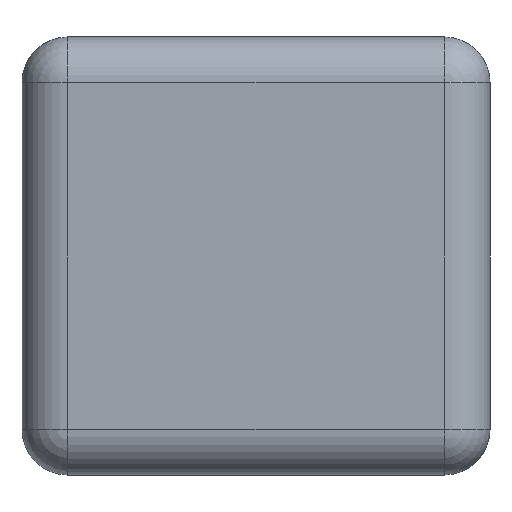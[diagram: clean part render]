
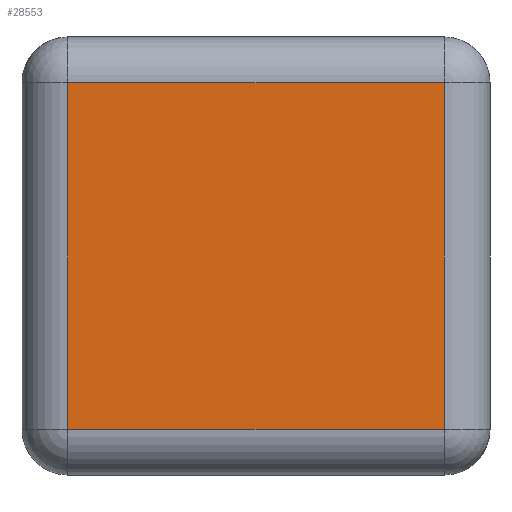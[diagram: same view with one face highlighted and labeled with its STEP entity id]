
A CAD part, front view. The second image highlights one B-rep face of the part: STEP entity #28553.
In plain terms, the highlighted planar face has unit normal (0, -1, 0).
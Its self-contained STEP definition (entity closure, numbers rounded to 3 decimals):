
#916 = VERTEX_POINT ( 'NONE', #49869 ) ;
#1083 = LINE ( 'NONE', #55344, #44795 ) ;
#3590 = VERTEX_POINT ( 'NONE', #14991 ) ;
#4147 = VECTOR ( 'NONE', #62490, 1000. ) ;
#4944 = ORIENTED_EDGE ( 'NONE', *, *, #22826, .T. ) ;
#5815 = AXIS2_PLACEMENT_3D ( 'NONE', #32652, #58568, #69587 ) ;
#11376 = DIRECTION ( 'NONE',  ( -1., 0., 0. ) ) ;
#14991 = CARTESIAN_POINT ( 'NONE',  ( 329.865, -373.765, -303.614 ) ) ;
#16703 = ORIENTED_EDGE ( 'NONE', *, *, #27646, .T. ) ;
#22826 = EDGE_CURVE ( 'NONE', #58476, #916, #1083, .T. ) ;
#26982 = PLANE ( 'NONE',  #5815 ) ;
#27646 = EDGE_CURVE ( 'NONE', #41772, #3590, #53926, .T. ) ;
#28553 = ADVANCED_FACE ( 'NONE', ( #31970 ), #26982, .F. ) ;
#28632 = EDGE_CURVE ( 'NONE', #916, #41772, #64962, .T. ) ;
#31970 = FACE_OUTER_BOUND ( 'NONE', #47945, .T. ) ;
#32652 = CARTESIAN_POINT ( 'NONE',  ( -369.865, -373.765, 343.614 ) ) ;
#37261 = CARTESIAN_POINT ( 'NONE',  ( -329.865, -373.765, -383.614 ) ) ;
#37610 = DIRECTION ( 'NONE',  ( 1., 0., 0. ) ) ;
#40801 = CARTESIAN_POINT ( 'NONE',  ( 329.865, -373.765, 383.614 ) ) ;
#41342 = EDGE_CURVE ( 'NONE', #3590, #58476, #67805, .T. ) ;
#41772 = VERTEX_POINT ( 'NONE', #68766 ) ;
#42243 = DIRECTION ( 'NONE',  ( 0., 0., -1. ) ) ;
#44795 = VECTOR ( 'NONE', #11376, 1000. ) ;
#47945 = EDGE_LOOP ( 'NONE', ( #62449, #16703, #59366, #4944 ) ) ;
#49869 = CARTESIAN_POINT ( 'NONE',  ( -329.865, -373.765, 303.614 ) ) ;
#53926 = LINE ( 'NONE', #63913, #56752 ) ;
#54565 = VECTOR ( 'NONE', #42243, 1000. ) ;
#55344 = CARTESIAN_POINT ( 'NONE',  ( -409.865, -373.765, 303.614 ) ) ;
#55642 = CARTESIAN_POINT ( 'NONE',  ( 329.865, -373.765, 303.614 ) ) ;
#56752 = VECTOR ( 'NONE', #37610, 1000. ) ;
#58476 = VERTEX_POINT ( 'NONE', #55642 ) ;
#58568 = DIRECTION ( 'NONE',  ( 0., 1., 0. ) ) ;
#59366 = ORIENTED_EDGE ( 'NONE', *, *, #41342, .T. ) ;
#62449 = ORIENTED_EDGE ( 'NONE', *, *, #28632, .T. ) ;
#62490 = DIRECTION ( 'NONE',  ( 0., 0., 1. ) ) ;
#63913 = CARTESIAN_POINT ( 'NONE',  ( 409.865, -373.765, -303.614 ) ) ;
#64962 = LINE ( 'NONE', #37261, #54565 ) ;
#67805 = LINE ( 'NONE', #40801, #4147 ) ;
#68766 = CARTESIAN_POINT ( 'NONE',  ( -329.865, -373.765, -303.614 ) ) ;
#69587 = DIRECTION ( 'NONE',  ( 1., 0., 0. ) ) ;
